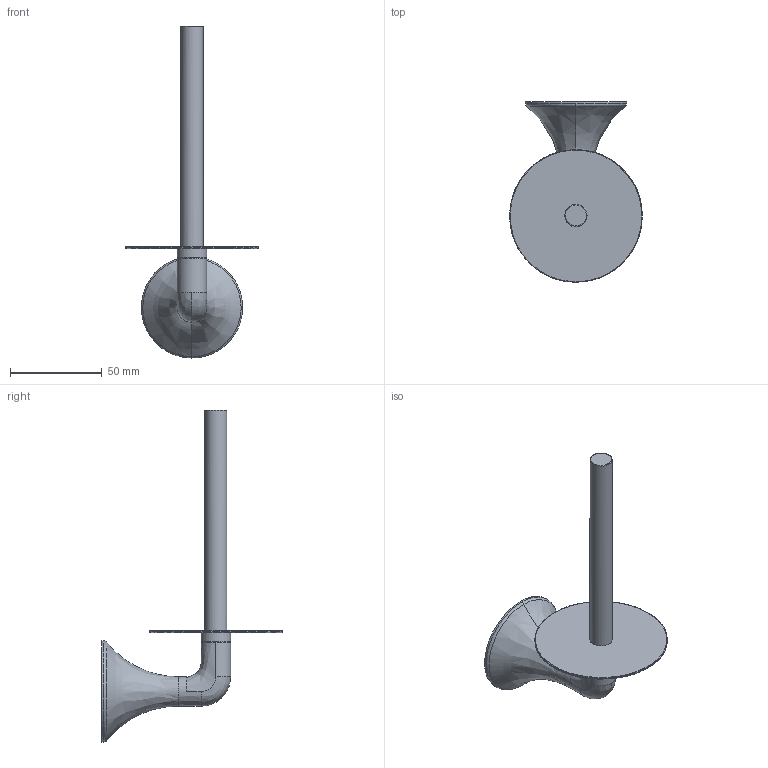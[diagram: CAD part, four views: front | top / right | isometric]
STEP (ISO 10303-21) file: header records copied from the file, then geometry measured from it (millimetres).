
FILE_DESCRIPTION ((), '1');
FILE_NAME ('stmC8.tmp', '2019-02-15T15:20:31', ('Unknown'), ('Unknown'), 'solidThinking STEP v1.0.49', 'solidThinking', '');
FILE_SCHEMA (('CONFIG_CONTROL_DESIGN'));
Length unit declared in the file: millimetre
Products named in the file (4): product-name
Bounding box: 71.97 x 98.02 x 180.48 mm (x, y, z)
Volume: 51693.8 mm3; surface area: 24861.5 mm2
Topology: 4 solids, 4 shells, 38 faces, 69 edges, 42 vertices
Faces by surface type: bspline 38
Entity records: 6679 total; most frequent: CARTESIAN_POINT 5874, ORIENTED_EDGE 138, EDGE_CURVE 69, B_SPLINE_CURVE_WITH_KNOTS 44, VERTEX_POINT 42, EDGE_LOOP 41, FACE_OUTER_BOUND 38, ADVANCED_FACE 38
